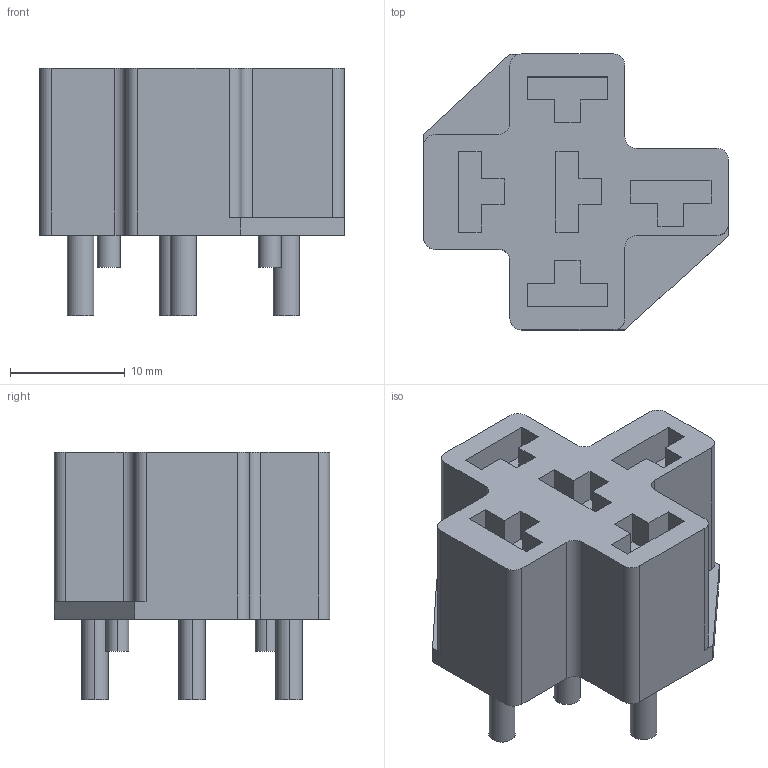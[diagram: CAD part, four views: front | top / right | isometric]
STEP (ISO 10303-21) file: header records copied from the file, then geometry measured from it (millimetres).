
FILE_DESCRIPTION((''),'2;1');
FILE_NAME('AUTO_RELAY2','2020-10-03T23:27:56',('Mitch'),(''),'CREO PARAMETRIC BY PTC INC, 2018050','CREO PARAMETRIC BY PTC INC, 2018050','');
FILE_SCHEMA(('AUTOMOTIVE_DESIGN { 1 0 10303 214 1 1 1 1 }'));
Length unit declared in the file: millimetre
Products named in the file (1): AUTO_RELAY2
Bounding box: 26.5 x 24 x 21.5 mm (x, y, z)
Volume: 5527.7 mm3; surface area: 2890.1 mm2
Topology: 1 solids, 1 shells, 96 faces, 246 edges, 164 vertices
Faces by surface type: plane 70, cylinder 26
Entity records: 3170 total; most frequent: CARTESIAN_POINT 508, ORIENTED_EDGE 492, DIRECTION 490, EDGE_CURVE 246, VECTOR 194, LINE 194, VERTEX_POINT 164, AXIS2_PLACEMENT_3D 148
